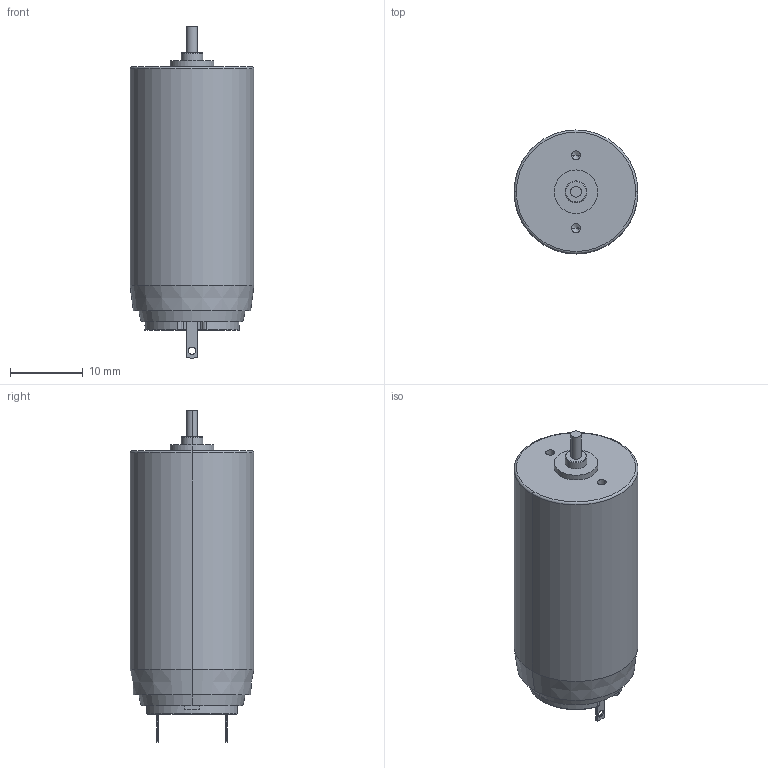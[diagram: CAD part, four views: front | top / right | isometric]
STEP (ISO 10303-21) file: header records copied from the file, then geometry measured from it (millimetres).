
FILE_DESCRIPTION (( 'STEP AP203' ), '1' );
FILE_NAME ('DCU17035.STEP', '2020-05-13T08:11:49', ( 'Sky123.Org' ), ( 'Sky123.Org' ), 'SwSTEP 2.0', 'SolidWorks 2014', '' );
FILE_SCHEMA (( 'CONFIG_CONTROL_DESIGN' ));
Length unit declared in the file: millimetre
Products named in the file (1): DCU17035
Bounding box: 17 x 17 x 45.59 mm (x, y, z)
Volume: 7978.3 mm3; surface area: 2710.7 mm2
Topology: 5 solids, 5 shells, 133 faces, 319 edges, 202 vertices
Faces by surface type: cylinder 56, plane 54, torus 15, cone 8
Entity records: 3957 total; most frequent: DIRECTION 714, CARTESIAN_POINT 691, ORIENTED_EDGE 630, EDGE_CURVE 315, AXIS2_PLACEMENT_3D 273, VERTEX_POINT 202, VECTOR 168, LINE 168
